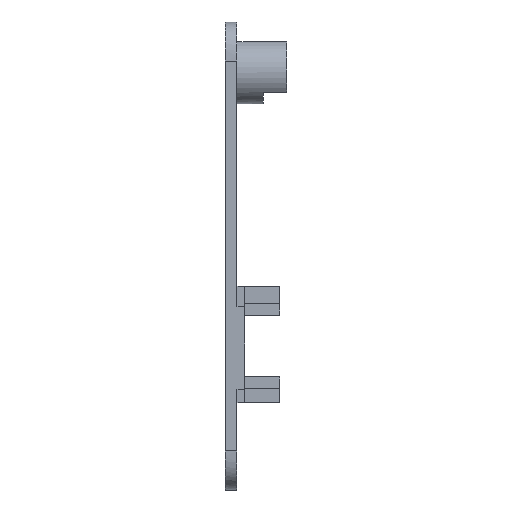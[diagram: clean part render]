
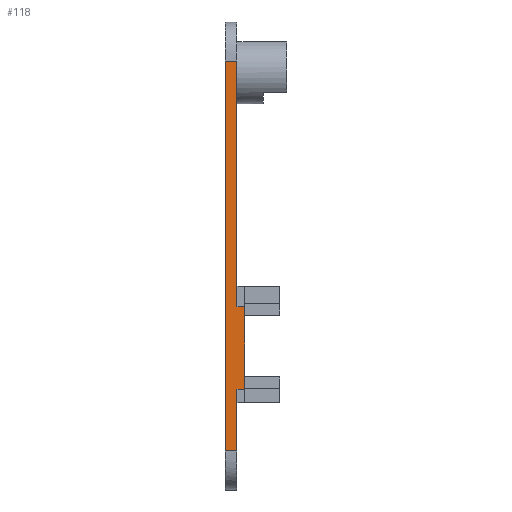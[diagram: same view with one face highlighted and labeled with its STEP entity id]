
A CAD part, left-side view. The second image highlights one B-rep face of the part: STEP entity #118.
In plain terms, the highlighted planar face has unit normal (-1, 0, 0).
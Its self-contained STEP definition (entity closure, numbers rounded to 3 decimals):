
#24 = DIRECTION ( 'NONE',  ( 1., 0., 0. ) ) ;
#96 = EDGE_CURVE ( 'NONE', #1515, #258, #522, .T. ) ;
#118 = ADVANCED_FACE ( 'NONE', ( #1190 ), #1373, .F. ) ;
#157 = CARTESIAN_POINT ( 'NONE',  ( -45., 1.5, -25. ) ) ;
#192 = ORIENTED_EDGE ( 'NONE', *, *, #1184, .T. ) ;
#195 = CARTESIAN_POINT ( 'NONE',  ( -45., -19.057, -17.1 ) ) ;
#205 = AXIS2_PLACEMENT_3D ( 'NONE', #1521, #24, #1221 ) ;
#214 = EDGE_CURVE ( 'NONE', #946, #258, #740, .T. ) ;
#258 = VERTEX_POINT ( 'NONE', #2014 ) ;
#291 = EDGE_LOOP ( 'NONE', ( #1426, #1894, #599, #934, #715, #192, #2002, #1977 ) ) ;
#306 = VECTOR ( 'NONE', #759, 1000. ) ;
#422 = DIRECTION ( 'NONE',  ( 0., 0., 1. ) ) ;
#522 = LINE ( 'NONE', #195, #770 ) ;
#535 = CARTESIAN_POINT ( 'NONE',  ( -45., 0., -25. ) ) ;
#588 = CARTESIAN_POINT ( 'NONE',  ( -45., -1., -6.5 ) ) ;
#599 = ORIENTED_EDGE ( 'NONE', *, *, #214, .T. ) ;
#605 = CARTESIAN_POINT ( 'NONE',  ( -45., -1., -17.1 ) ) ;
#715 = ORIENTED_EDGE ( 'NONE', *, *, #1996, .T. ) ;
#740 = LINE ( 'NONE', #1584, #818 ) ;
#759 = DIRECTION ( 'NONE',  ( 0., 1., 0. ) ) ;
#770 = VECTOR ( 'NONE', #2058, 1000. ) ;
#805 = EDGE_CURVE ( 'NONE', #1676, #1126, #1394, .T. ) ;
#816 = B_SPLINE_CURVE_WITH_KNOTS ( 'NONE', 3,
 ( #2050, #1057, #1412, #535 ),
 .UNSPECIFIED., .F., .F.,
 ( 4, 4 ),
 ( 0., 1. ),
 .UNSPECIFIED. ) ;
#818 = VECTOR ( 'NONE', #894, 1000. ) ;
#819 = CARTESIAN_POINT ( 'NONE',  ( -45., 1.5, 30. ) ) ;
#840 = LINE ( 'NONE', #819, #1519 ) ;
#852 = DIRECTION ( 'NONE',  ( 0., 0., 1. ) ) ;
#872 = CARTESIAN_POINT ( 'NONE',  ( -45., 1.5, 25. ) ) ;
#885 = LINE ( 'NONE', #1903, #1885 ) ;
#894 = DIRECTION ( 'NONE',  ( 0., 0., 1. ) ) ;
#934 = ORIENTED_EDGE ( 'NONE', *, *, #96, .F. ) ;
#939 = EDGE_CURVE ( 'NONE', #1839, #1126, #840, .T. ) ;
#945 = CARTESIAN_POINT ( 'NONE',  ( -45., 0., 25. ) ) ;
#946 = VERTEX_POINT ( 'NONE', #1332 ) ;
#1024 = EDGE_CURVE ( 'NONE', #1614, #1676, #885, .T. ) ;
#1057 = CARTESIAN_POINT ( 'NONE',  ( -45., 1., -25. ) ) ;
#1085 = VECTOR ( 'NONE', #422, 1000. ) ;
#1088 = LINE ( 'NONE', #1260, #1085 ) ;
#1102 = CARTESIAN_POINT ( 'NONE',  ( -45., 0.5, 25. ) ) ;
#1121 = CARTESIAN_POINT ( 'NONE',  ( -45., 1., 25. ) ) ;
#1126 = VERTEX_POINT ( 'NONE', #872 ) ;
#1184 = EDGE_CURVE ( 'NONE', #1197, #1614, #1279, .T. ) ;
#1190 = FACE_OUTER_BOUND ( 'NONE', #291, .T. ) ;
#1197 = VERTEX_POINT ( 'NONE', #588 ) ;
#1221 = DIRECTION ( 'NONE',  ( 0., 0., -1. ) ) ;
#1260 = CARTESIAN_POINT ( 'NONE',  ( -45., -1., -17.1 ) ) ;
#1279 = LINE ( 'NONE', #1759, #306 ) ;
#1332 = CARTESIAN_POINT ( 'NONE',  ( -45., 0., -25. ) ) ;
#1373 = PLANE ( 'NONE',  #205 ) ;
#1394 = B_SPLINE_CURVE_WITH_KNOTS ( 'NONE', 3,
 ( #945, #1102, #1121, #1795 ),
 .UNSPECIFIED., .F., .F.,
 ( 4, 4 ),
 ( 0., 1. ),
 .UNSPECIFIED. ) ;
#1412 = CARTESIAN_POINT ( 'NONE',  ( -45., 0.5, -25. ) ) ;
#1426 = ORIENTED_EDGE ( 'NONE', *, *, #939, .F. ) ;
#1515 = VERTEX_POINT ( 'NONE', #605 ) ;
#1519 = VECTOR ( 'NONE', #852, 1000. ) ;
#1521 = CARTESIAN_POINT ( 'NONE',  ( -45., 1.5, 30. ) ) ;
#1576 = DIRECTION ( 'NONE',  ( 0., 0., 1. ) ) ;
#1584 = CARTESIAN_POINT ( 'NONE',  ( -45., 0., 30. ) ) ;
#1614 = VERTEX_POINT ( 'NONE', #2096 ) ;
#1676 = VERTEX_POINT ( 'NONE', #2139 ) ;
#1759 = CARTESIAN_POINT ( 'NONE',  ( -45., -19.057, -6.5 ) ) ;
#1795 = CARTESIAN_POINT ( 'NONE',  ( -45., 1.5, 25. ) ) ;
#1839 = VERTEX_POINT ( 'NONE', #157 ) ;
#1885 = VECTOR ( 'NONE', #1576, 1000. ) ;
#1894 = ORIENTED_EDGE ( 'NONE', *, *, #1946, .T. ) ;
#1903 = CARTESIAN_POINT ( 'NONE',  ( -45., 0., 30. ) ) ;
#1946 = EDGE_CURVE ( 'NONE', #1839, #946, #816, .T. ) ;
#1977 = ORIENTED_EDGE ( 'NONE', *, *, #805, .T. ) ;
#1996 = EDGE_CURVE ( 'NONE', #1515, #1197, #1088, .T. ) ;
#2002 = ORIENTED_EDGE ( 'NONE', *, *, #1024, .T. ) ;
#2014 = CARTESIAN_POINT ( 'NONE',  ( -45., 0., -17.1 ) ) ;
#2050 = CARTESIAN_POINT ( 'NONE',  ( -45., 1.5, -25. ) ) ;
#2058 = DIRECTION ( 'NONE',  ( 0., 1., 0. ) ) ;
#2096 = CARTESIAN_POINT ( 'NONE',  ( -45., 0., -6.5 ) ) ;
#2139 = CARTESIAN_POINT ( 'NONE',  ( -45., 0., 25. ) ) ;
